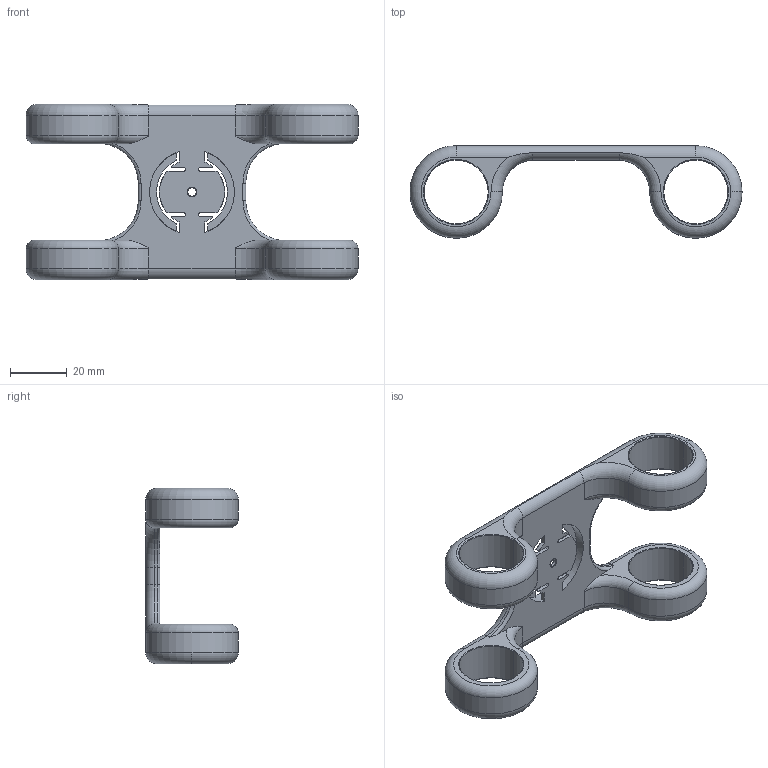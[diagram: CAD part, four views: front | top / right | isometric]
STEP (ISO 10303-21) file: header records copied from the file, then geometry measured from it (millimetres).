
FILE_DESCRIPTION (( 'STEP AP203' ), '1' );
FILE_NAME ('garmin_festing_f.tt_bar.STEP', '2023-02-13T08:55:55', ( '' ), ( '' ), 'SwSTEP 2.0', 'SolidWorks 2022', '' );
FILE_SCHEMA (( 'CONFIG_CONTROL_DESIGN' ));
Length unit declared in the file: millimetre
Products named in the file (1): garmin_festing_f.tt_bar
Bounding box: 117.2 x 32.6 x 62 mm (x, y, z)
Volume: 37899 mm3; surface area: 19004.6 mm2
Topology: 1 solids, 1 shells, 197 faces, 493 edges, 289 vertices
Faces by surface type: cylinder 72, torus 62, plane 33, bspline 30
Entity records: 7275 total; most frequent: CARTESIAN_POINT 2670, ORIENTED_EDGE 970, DIRECTION 954, EDGE_CURVE 485, AXIS2_PLACEMENT_3D 401, VERTEX_POINT 289, CIRCLE 233, EDGE_LOOP 210
